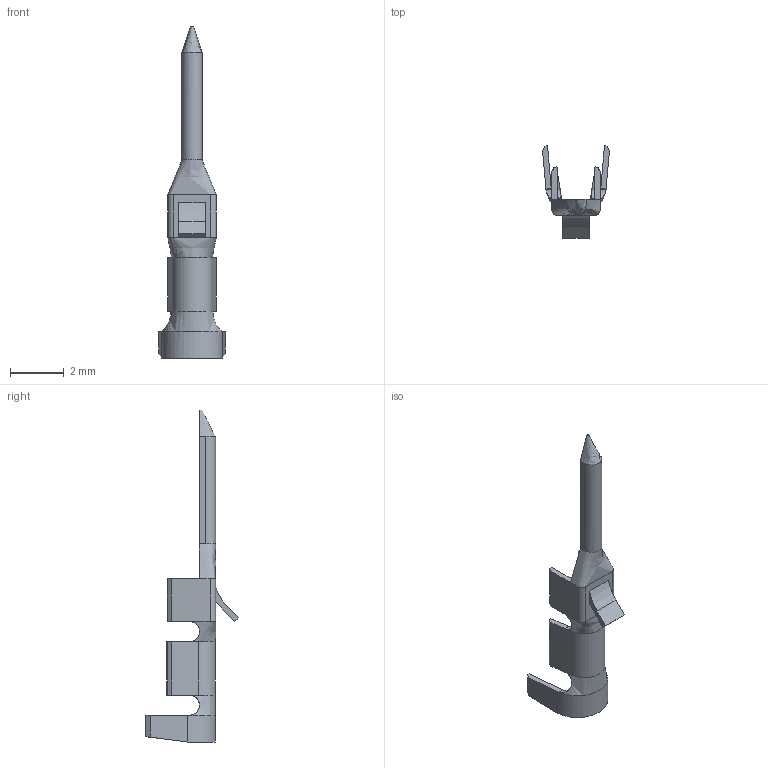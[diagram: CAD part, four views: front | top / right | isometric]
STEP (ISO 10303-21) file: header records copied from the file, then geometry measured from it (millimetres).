
FILE_DESCRIPTION (( 'STEP AP203' ), '1' );
FILE_NAME ('14K-292-421.STEP', '2024-02-22T14:18:52', ( '' ), ( '' ), 'SwSTEP 2.0', 'SolidWorks 2023', '' );
FILE_SCHEMA (( 'CONFIG_CONTROL_DESIGN' ));
Length unit declared in the file: millimetre
Products named in the file (1): 14K-292-421
Bounding box: 2.5 x 3.46 x 12.4 mm (x, y, z)
Volume: 6.8 mm3; surface area: 78.2 mm2
Topology: 1 solids, 1 shells, 97 faces, 259 edges, 158 vertices
Faces by surface type: plane 60, cylinder 23, bspline 14
Entity records: 4035 total; most frequent: CARTESIAN_POINT 1750, ORIENTED_EDGE 494, DIRECTION 385, EDGE_CURVE 247, VECTOR 189, LINE 189, VERTEX_POINT 154, EDGE_LOOP 99
